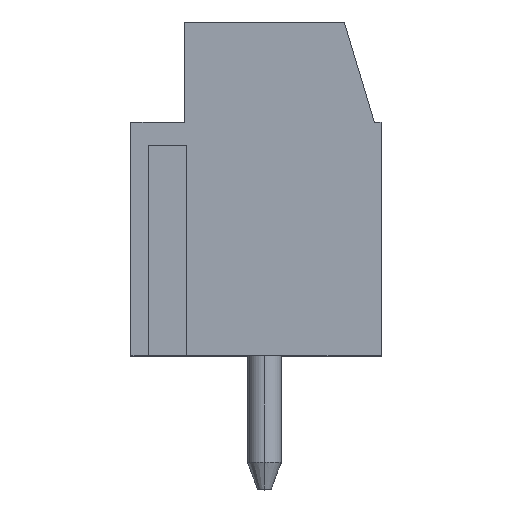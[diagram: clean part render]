
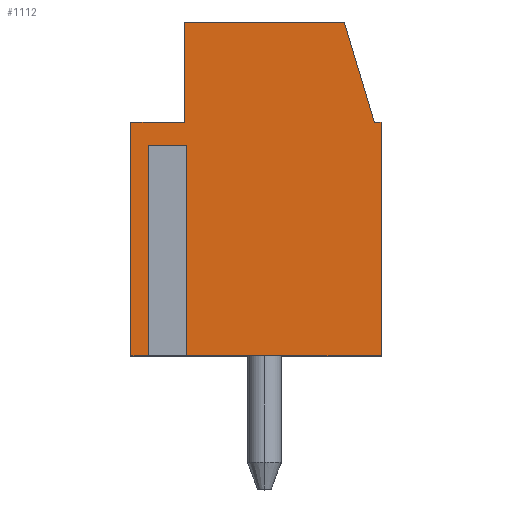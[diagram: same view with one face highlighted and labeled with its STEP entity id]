
A CAD part, top view. The second image highlights one B-rep face of the part: STEP entity #1112.
In plain terms, the highlighted planar face has unit normal (0, 0, 1).
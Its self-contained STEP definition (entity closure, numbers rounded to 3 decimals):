
#129 = CARTESIAN_POINT ( 'NONE',  ( -611.362, -517.614, 0. ) ) ;
#143 = CARTESIAN_POINT ( 'NONE',  ( -604.062, -510.614, 0. ) ) ;
#146 = CARTESIAN_POINT ( 'NONE',  ( -604.962, -507.614, 0. ) ) ;
#174 = VERTEX_POINT ( 'NONE', #1914 ) ;
#190 = DIRECTION ( 'NONE',  ( 0., 1., 0. ) ) ;
#236 = VECTOR ( 'NONE', #480, 1000. ) ;
#277 = CARTESIAN_POINT ( 'NONE',  ( 0., 0., 0. ) ) ;
#296 = CARTESIAN_POINT ( 'NONE',  ( -609.687, -511.314, 0. ) ) ;
#350 = CARTESIAN_POINT ( 'NONE',  ( -611.362, 0., 0. ) ) ;
#357 = CARTESIAN_POINT ( 'NONE',  ( -607.612, -517.614, 0. ) ) ;
#370 = DIRECTION ( 'NONE',  ( 0., 1., 0. ) ) ;
#410 = VERTEX_POINT ( 'NONE', #1205 ) ;
#412 = LINE ( 'NONE', #620, #802 ) ;
#436 = VECTOR ( 'NONE', #1963, 1000. ) ;
#437 = DIRECTION ( 'NONE',  ( 1., 0., 0. ) ) ;
#447 = CARTESIAN_POINT ( 'NONE',  ( -609.687, 0., 0. ) ) ;
#480 = DIRECTION ( 'NONE',  ( 1., 0., 0. ) ) ;
#487 = LINE ( 'NONE', #357, #436 ) ;
#529 = LINE ( 'NONE', #1319, #913 ) ;
#550 = ORIENTED_EDGE ( 'NONE', *, *, #1460, .T. ) ;
#568 = VECTOR ( 'NONE', #823, 1000. ) ;
#620 = CARTESIAN_POINT ( 'NONE',  ( -603.862, -510.614, 0. ) ) ;
#644 = ORIENTED_EDGE ( 'NONE', *, *, #1690, .T. ) ;
#686 = LINE ( 'NONE', #143, #1294 ) ;
#699 = DIRECTION ( 'NONE',  ( 0., -1., 0. ) ) ;
#706 = DIRECTION ( 'NONE',  ( 1., 0., 0. ) ) ;
#723 = ORIENTED_EDGE ( 'NONE', *, *, #1552, .T. ) ;
#745 = ORIENTED_EDGE ( 'NONE', *, *, #1875, .F. ) ;
#761 = ORIENTED_EDGE ( 'NONE', *, *, #1830, .T. ) ;
#776 = VERTEX_POINT ( 'NONE', #129 ) ;
#802 = VECTOR ( 'NONE', #1421, 1000. ) ;
#814 = ORIENTED_EDGE ( 'NONE', *, *, #1582, .T. ) ;
#823 = DIRECTION ( 'NONE',  ( 0., -1., 0. ) ) ;
#846 = LINE ( 'NONE', #447, #2053 ) ;
#858 = ORIENTED_EDGE ( 'NONE', *, *, #1642, .T. ) ;
#873 = LINE ( 'NONE', #1525, #1298 ) ;
#913 = VECTOR ( 'NONE', #190, 1000. ) ;
#968 = VECTOR ( 'NONE', #699, 1000. ) ;
#971 = DIRECTION ( 'NONE',  ( -1., 0., 0. ) ) ;
#1020 = VERTEX_POINT ( 'NONE', #1685 ) ;
#1025 = CARTESIAN_POINT ( 'NONE',  ( 0., -511.314, 0. ) ) ;
#1030 = AXIS2_PLACEMENT_3D ( 'NONE', #277, #1410, #437 ) ;
#1040 = CARTESIAN_POINT ( 'NONE',  ( -603.862, -510.614, 0. ) ) ;
#1093 = LINE ( 'NONE', #2068, #1844 ) ;
#1112 = ADVANCED_FACE ( 'NONE', ( #2034 ), #1722, .T. ) ;
#1135 = CARTESIAN_POINT ( 'NONE',  ( -609.762, -510.614, 0. ) ) ;
#1158 = CARTESIAN_POINT ( 'NONE',  ( 0., -517.614, 0. ) ) ;
#1205 = CARTESIAN_POINT ( 'NONE',  ( -610.837, -511.314, 0. ) ) ;
#1240 = VERTEX_POINT ( 'NONE', #296 ) ;
#1276 = CARTESIAN_POINT ( 'NONE',  ( -610.062, -510.614, 0. ) ) ;
#1284 = EDGE_CURVE ( 'NONE', #1729, #1745, #1898, .T. ) ;
#1285 = DIRECTION ( 'NONE',  ( -0.287, 0.958, 0. ) ) ;
#1293 = VECTOR ( 'NONE', #706, 1000. ) ;
#1294 = VECTOR ( 'NONE', #1285, 1000. ) ;
#1298 = VECTOR ( 'NONE', #370, 1000. ) ;
#1301 = CARTESIAN_POINT ( 'NONE',  ( -609.762, 0., 0. ) ) ;
#1319 = CARTESIAN_POINT ( 'NONE',  ( -603.862, 0., 0. ) ) ;
#1324 = VERTEX_POINT ( 'NONE', #146 ) ;
#1352 = LINE ( 'NONE', #1158, #1293 ) ;
#1371 = CARTESIAN_POINT ( 'NONE',  ( -603.862, -517.614, 0. ) ) ;
#1393 = ORIENTED_EDGE ( 'NONE', *, *, #1489, .T. ) ;
#1403 = LINE ( 'NONE', #350, #968 ) ;
#1410 = DIRECTION ( 'NONE',  ( 0., 0., 1. ) ) ;
#1421 = DIRECTION ( 'NONE',  ( -1., -0.003, 0. ) ) ;
#1460 = EDGE_CURVE ( 'NONE', #1806, #410, #873, .T. ) ;
#1489 = EDGE_CURVE ( 'NONE', #410, #1240, #1547, .T. ) ;
#1491 = VECTOR ( 'NONE', #1978, 1000. ) ;
#1505 = CARTESIAN_POINT ( 'NONE',  ( -610.837, -517.614, 0. ) ) ;
#1525 = CARTESIAN_POINT ( 'NONE',  ( -610.837, 0., 0. ) ) ;
#1539 = VERTEX_POINT ( 'NONE', #1040 ) ;
#1547 = LINE ( 'NONE', #1025, #1491 ) ;
#1552 = EDGE_CURVE ( 'NONE', #1240, #174, #846, .T. ) ;
#1556 = ORIENTED_EDGE ( 'NONE', *, *, #1810, .T. ) ;
#1582 = EDGE_CURVE ( 'NONE', #1539, #1020, #412, .T. ) ;
#1634 = VERTEX_POINT ( 'NONE', #1916 ) ;
#1642 = EDGE_CURVE ( 'NONE', #1020, #1324, #686, .T. ) ;
#1685 = CARTESIAN_POINT ( 'NONE',  ( -604.062, -510.614, 0. ) ) ;
#1690 = EDGE_CURVE ( 'NONE', #1324, #1634, #1093, .T. ) ;
#1722 = PLANE ( 'NONE',  #1030 ) ;
#1729 = VERTEX_POINT ( 'NONE', #2083 ) ;
#1733 = EDGE_CURVE ( 'NONE', #1634, #1745, #1796, .T. ) ;
#1738 = DIRECTION ( 'NONE',  ( 0., -1., 0. ) ) ;
#1741 = EDGE_LOOP ( 'NONE', ( #644, #1885, #1911, #1556, #1829, #550, #1393, #723, #745, #761, #814, #858 ) ) ;
#1745 = VERTEX_POINT ( 'NONE', #1135 ) ;
#1796 = LINE ( 'NONE', #1301, #568 ) ;
#1806 = VERTEX_POINT ( 'NONE', #1505 ) ;
#1810 = EDGE_CURVE ( 'NONE', #1729, #776, #1403, .T. ) ;
#1829 = ORIENTED_EDGE ( 'NONE', *, *, #1862, .T. ) ;
#1830 = EDGE_CURVE ( 'NONE', #2031, #1539, #529, .T. ) ;
#1844 = VECTOR ( 'NONE', #971, 1000. ) ;
#1862 = EDGE_CURVE ( 'NONE', #776, #1806, #1352, .T. ) ;
#1875 = EDGE_CURVE ( 'NONE', #2031, #174, #487, .T. ) ;
#1885 = ORIENTED_EDGE ( 'NONE', *, *, #1733, .T. ) ;
#1898 = LINE ( 'NONE', #1276, #236 ) ;
#1911 = ORIENTED_EDGE ( 'NONE', *, *, #1284, .F. ) ;
#1914 = CARTESIAN_POINT ( 'NONE',  ( -609.687, -517.614, 0. ) ) ;
#1916 = CARTESIAN_POINT ( 'NONE',  ( -609.762, -507.614, 0. ) ) ;
#1963 = DIRECTION ( 'NONE',  ( -1., 0., 0. ) ) ;
#1978 = DIRECTION ( 'NONE',  ( 1., 0., 0. ) ) ;
#2031 = VERTEX_POINT ( 'NONE', #1371 ) ;
#2034 = FACE_OUTER_BOUND ( 'NONE', #1741, .T. ) ;
#2053 = VECTOR ( 'NONE', #1738, 1000. ) ;
#2068 = CARTESIAN_POINT ( 'NONE',  ( 0., -507.614, 0. ) ) ;
#2083 = CARTESIAN_POINT ( 'NONE',  ( -611.362, -510.614, 0. ) ) ;
